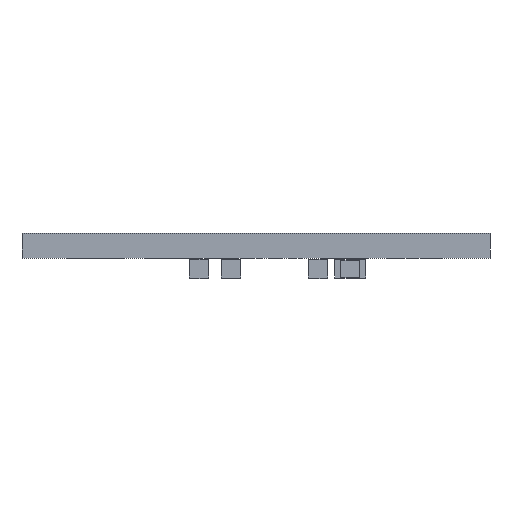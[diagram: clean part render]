
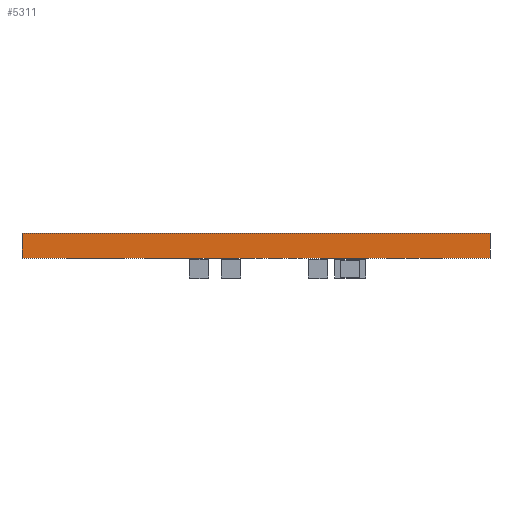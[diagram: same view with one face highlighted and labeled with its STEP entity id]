
A CAD part, front view. The second image highlights one B-rep face of the part: STEP entity #5311.
In plain terms, the highlighted planar face has unit normal (0, -1, 0).
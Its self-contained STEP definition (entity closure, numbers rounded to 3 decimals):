
#2110 = PLANE('',#2111);
#2111 = AXIS2_PLACEMENT_3D('',#2112,#2113,#2114);
#2112 = CARTESIAN_POINT('',(163.487,-125.07,0.));
#2113 = DIRECTION('',(-1.,0.,0.));
#2114 = DIRECTION('',(0.,1.,0.));
#2138 = PLANE('',#2139);
#2139 = AXIS2_PLACEMENT_3D('',#2140,#2141,#2142);
#2140 = CARTESIAN_POINT('',(148.501,-105.004,1.6));
#2141 = DIRECTION('',(0.,0.,1.));
#2142 = DIRECTION('',(1.,0.,-0.));
#2166 = PLANE('',#2167);
#2167 = AXIS2_PLACEMENT_3D('',#2168,#2169,#2170);
#2168 = CARTESIAN_POINT('',(133.515,-84.938,0.));
#2169 = DIRECTION('',(1.,0.,-0.));
#2170 = DIRECTION('',(0.,-1.,0.));
#2192 = PLANE('',#2193);
#2193 = AXIS2_PLACEMENT_3D('',#2194,#2195,#2196);
#2194 = CARTESIAN_POINT('',(148.501,-105.004,0.));
#2195 = DIRECTION('',(0.,0.,1.));
#2196 = DIRECTION('',(1.,0.,-0.));
#2207 = EDGE_CURVE('',#2208,#2210,#2212,.T.);
#2208 = VERTEX_POINT('',#2209);
#2209 = CARTESIAN_POINT('',(163.487,-125.07,0.));
#2210 = VERTEX_POINT('',#2211);
#2211 = CARTESIAN_POINT('',(163.487,-125.07,1.6));
#2212 = SURFACE_CURVE('',#2213,(#2217,#2224),.PCURVE_S1.);
#2213 = LINE('',#2214,#2215);
#2214 = CARTESIAN_POINT('',(163.487,-125.07,0.));
#2215 = VECTOR('',#2216,1.);
#2216 = DIRECTION('',(0.,0.,1.));
#2217 = PCURVE('',#2110,#2218);
#2218 = DEFINITIONAL_REPRESENTATION('',(#2219),#2223);
#2219 = LINE('',#2220,#2221);
#2220 = CARTESIAN_POINT('',(0.,0.));
#2221 = VECTOR('',#2222,1.);
#2222 = DIRECTION('',(0.,-1.));
#2223 = ( GEOMETRIC_REPRESENTATION_CONTEXT(2) 
PARAMETRIC_REPRESENTATION_CONTEXT() REPRESENTATION_CONTEXT('2D SPACE',''
  ) );
#2224 = PCURVE('',#2225,#2230);
#2225 = PLANE('',#2226);
#2226 = AXIS2_PLACEMENT_3D('',#2227,#2228,#2229);
#2227 = CARTESIAN_POINT('',(133.515,-125.07,0.));
#2228 = DIRECTION('',(0.,1.,0.));
#2229 = DIRECTION('',(1.,0.,0.));
#2230 = DEFINITIONAL_REPRESENTATION('',(#2231),#2235);
#2231 = LINE('',#2232,#2233);
#2232 = CARTESIAN_POINT('',(29.972,0.));
#2233 = VECTOR('',#2234,1.);
#2234 = DIRECTION('',(0.,-1.));
#2235 = ( GEOMETRIC_REPRESENTATION_CONTEXT(2) 
PARAMETRIC_REPRESENTATION_CONTEXT() REPRESENTATION_CONTEXT('2D SPACE',''
  ) );
#2285 = VERTEX_POINT('',#2286);
#2286 = CARTESIAN_POINT('',(133.515,-125.07,1.6));
#2307 = EDGE_CURVE('',#2308,#2285,#2310,.T.);
#2308 = VERTEX_POINT('',#2309);
#2309 = CARTESIAN_POINT('',(133.515,-125.07,0.));
#2310 = SURFACE_CURVE('',#2311,(#2315,#2322),.PCURVE_S1.);
#2311 = LINE('',#2312,#2313);
#2312 = CARTESIAN_POINT('',(133.515,-125.07,0.));
#2313 = VECTOR('',#2314,1.);
#2314 = DIRECTION('',(0.,0.,1.));
#2315 = PCURVE('',#2166,#2316);
#2316 = DEFINITIONAL_REPRESENTATION('',(#2317),#2321);
#2317 = LINE('',#2318,#2319);
#2318 = CARTESIAN_POINT('',(40.132,0.));
#2319 = VECTOR('',#2320,1.);
#2320 = DIRECTION('',(0.,-1.));
#2321 = ( GEOMETRIC_REPRESENTATION_CONTEXT(2) 
PARAMETRIC_REPRESENTATION_CONTEXT() REPRESENTATION_CONTEXT('2D SPACE',''
  ) );
#2322 = PCURVE('',#2225,#2323);
#2323 = DEFINITIONAL_REPRESENTATION('',(#2324),#2328);
#2324 = LINE('',#2325,#2326);
#2325 = CARTESIAN_POINT('',(0.,0.));
#2326 = VECTOR('',#2327,1.);
#2327 = DIRECTION('',(0.,-1.));
#2328 = ( GEOMETRIC_REPRESENTATION_CONTEXT(2) 
PARAMETRIC_REPRESENTATION_CONTEXT() REPRESENTATION_CONTEXT('2D SPACE',''
  ) );
#2356 = EDGE_CURVE('',#2308,#2208,#2357,.T.);
#2357 = SURFACE_CURVE('',#2358,(#2362,#2369),.PCURVE_S1.);
#2358 = LINE('',#2359,#2360);
#2359 = CARTESIAN_POINT('',(133.515,-125.07,0.));
#2360 = VECTOR('',#2361,1.);
#2361 = DIRECTION('',(1.,0.,0.));
#2362 = PCURVE('',#2192,#2363);
#2363 = DEFINITIONAL_REPRESENTATION('',(#2364),#2368);
#2364 = LINE('',#2365,#2366);
#2365 = CARTESIAN_POINT('',(-14.986,-20.066));
#2366 = VECTOR('',#2367,1.);
#2367 = DIRECTION('',(1.,0.));
#2368 = ( GEOMETRIC_REPRESENTATION_CONTEXT(2) 
PARAMETRIC_REPRESENTATION_CONTEXT() REPRESENTATION_CONTEXT('2D SPACE',''
  ) );
#2369 = PCURVE('',#2225,#2370);
#2370 = DEFINITIONAL_REPRESENTATION('',(#2371),#2375);
#2371 = LINE('',#2372,#2373);
#2372 = CARTESIAN_POINT('',(0.,0.));
#2373 = VECTOR('',#2374,1.);
#2374 = DIRECTION('',(1.,0.));
#2375 = ( GEOMETRIC_REPRESENTATION_CONTEXT(2) 
PARAMETRIC_REPRESENTATION_CONTEXT() REPRESENTATION_CONTEXT('2D SPACE',''
  ) );
#3964 = EDGE_CURVE('',#2285,#2210,#3965,.T.);
#3965 = SURFACE_CURVE('',#3966,(#3970,#3977),.PCURVE_S1.);
#3966 = LINE('',#3967,#3968);
#3967 = CARTESIAN_POINT('',(133.515,-125.07,1.6));
#3968 = VECTOR('',#3969,1.);
#3969 = DIRECTION('',(1.,0.,0.));
#3970 = PCURVE('',#2138,#3971);
#3971 = DEFINITIONAL_REPRESENTATION('',(#3972),#3976);
#3972 = LINE('',#3973,#3974);
#3973 = CARTESIAN_POINT('',(-14.986,-20.066));
#3974 = VECTOR('',#3975,1.);
#3975 = DIRECTION('',(1.,0.));
#3976 = ( GEOMETRIC_REPRESENTATION_CONTEXT(2) 
PARAMETRIC_REPRESENTATION_CONTEXT() REPRESENTATION_CONTEXT('2D SPACE',''
  ) );
#3977 = PCURVE('',#2225,#3978);
#3978 = DEFINITIONAL_REPRESENTATION('',(#3979),#3983);
#3979 = LINE('',#3980,#3981);
#3980 = CARTESIAN_POINT('',(0.,-1.6));
#3981 = VECTOR('',#3982,1.);
#3982 = DIRECTION('',(1.,0.));
#3983 = ( GEOMETRIC_REPRESENTATION_CONTEXT(2) 
PARAMETRIC_REPRESENTATION_CONTEXT() REPRESENTATION_CONTEXT('2D SPACE',''
  ) );
#5311 = ADVANCED_FACE('',(#5312),#2225,.F.);
#5312 = FACE_BOUND('',#5313,.F.);
#5313 = EDGE_LOOP('',(#5314,#5315,#5316,#5317));
#5314 = ORIENTED_EDGE('',*,*,#2307,.T.);
#5315 = ORIENTED_EDGE('',*,*,#3964,.T.);
#5316 = ORIENTED_EDGE('',*,*,#2207,.F.);
#5317 = ORIENTED_EDGE('',*,*,#2356,.F.);
